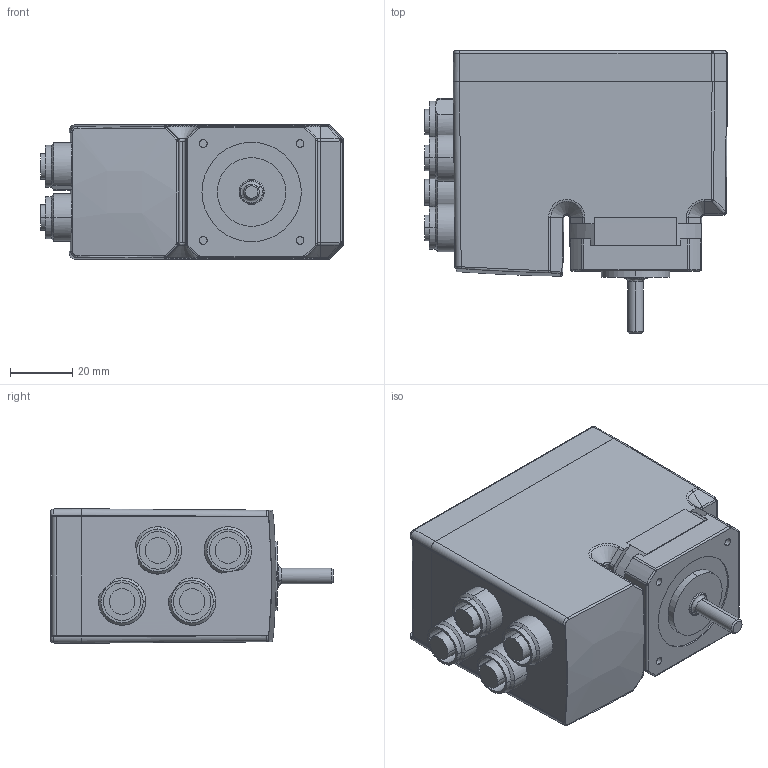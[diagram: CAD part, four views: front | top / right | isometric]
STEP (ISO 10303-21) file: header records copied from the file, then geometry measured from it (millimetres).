
FILE_DESCRIPTION (( 'STEP AP203' ), '1' );
FILE_NAME ('MIS171 M12 on top Ø5 Shaft_Solid1.STEP', '2017-08-19T00:18:03', ( '' ), ( '' ), 'SwSTEP 2.0', 'SolidWorks 2017', '' );
FILE_SCHEMA (( 'CONFIG_CONTROL_DESIGN' ));
Length unit declared in the file: millimetre
Products named in the file (1): MIS171 M12 on top Ø5 Shaft_Solid1
Bounding box: 96.94 x 90.5 x 43.06 mm (x, y, z)
Volume: 256225 mm3; surface area: 30036.2 mm2
Topology: 1 solids, 1 shells, 284 faces, 674 edges, 406 vertices
Faces by surface type: cylinder 110, plane 85, bspline 63, cone 26
Entity records: 10447 total; most frequent: CARTESIAN_POINT 4387, ORIENTED_EDGE 1336, DIRECTION 1117, EDGE_CURVE 668, AXIS2_PLACEMENT_3D 432, VERTEX_POINT 406, EDGE_LOOP 304, ADVANCED_FACE 284
